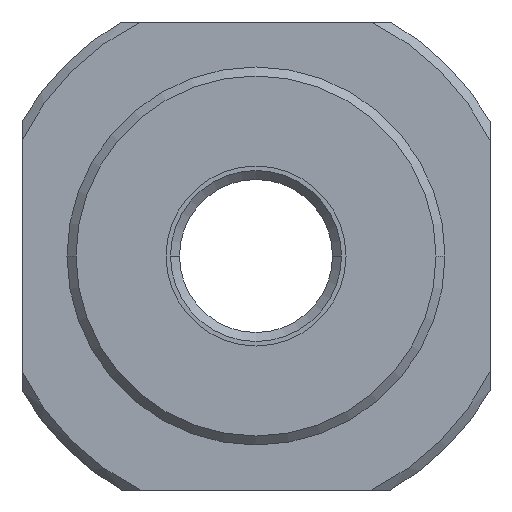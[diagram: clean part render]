
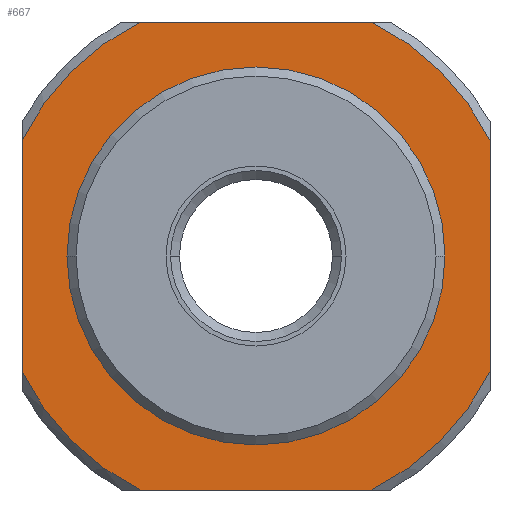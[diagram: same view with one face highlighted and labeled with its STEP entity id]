
A CAD part, front view. The second image highlights one B-rep face of the part: STEP entity #667.
In plain terms, the highlighted planar face has unit normal (0, -1, 0).
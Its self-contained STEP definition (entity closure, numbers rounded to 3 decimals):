
#141=DIRECTION('',(1.,0.,0.));
#142=VECTOR('',#141,12.845);
#143=CARTESIAN_POINT('',(-6.423,6.,-13.));
#144=LINE('',#143,#142);
#145=CARTESIAN_POINT('',(0.,6.,0.));
#146=DIRECTION('',(0.,-1.,0.));
#147=DIRECTION('',(-0.897,0.,-0.443));
#148=AXIS2_PLACEMENT_3D('',#145,#146,#147);
#150=DIRECTION('',(0.,0.,-1.));
#151=VECTOR('',#150,12.845);
#152=CARTESIAN_POINT('',(-13.,6.,6.423));
#153=LINE('',#152,#151);
#154=CARTESIAN_POINT('',(0.,6.,0.));
#155=DIRECTION('',(0.,-1.,0.));
#156=DIRECTION('',(-0.443,0.,0.897));
#157=AXIS2_PLACEMENT_3D('',#154,#155,#156);
#159=DIRECTION('',(-1.,0.,0.));
#160=VECTOR('',#159,12.845);
#161=CARTESIAN_POINT('',(6.423,6.,13.));
#162=LINE('',#161,#160);
#163=CARTESIAN_POINT('',(0.,6.,0.));
#164=DIRECTION('',(0.,-1.,0.));
#165=DIRECTION('',(0.897,0.,0.443));
#166=AXIS2_PLACEMENT_3D('',#163,#164,#165);
#168=DIRECTION('',(0.,0.,1.));
#169=VECTOR('',#168,12.845);
#170=CARTESIAN_POINT('',(13.,6.,-6.423));
#171=LINE('',#170,#169);
#172=CARTESIAN_POINT('',(0.,6.,0.));
#173=DIRECTION('',(0.,-1.,0.));
#174=DIRECTION('',(0.443,0.,-0.897));
#175=AXIS2_PLACEMENT_3D('',#172,#173,#174);
#186=CARTESIAN_POINT('',(0.,6.,0.));
#187=DIRECTION('',(0.,1.,0.));
#188=DIRECTION('',(1.,0.,0.));
#189=AXIS2_PLACEMENT_3D('',#186,#187,#188);
#208=CARTESIAN_POINT('',(0.,6.,0.));
#209=DIRECTION('',(0.,1.,0.));
#210=DIRECTION('',(-1.,0.,0.));
#211=AXIS2_PLACEMENT_3D('',#208,#209,#210);
#391=CARTESIAN_POINT('',(10.5,6.,0.));
#392=CARTESIAN_POINT('',(-10.5,6.,0.));
#393=VERTEX_POINT('',#391);
#394=VERTEX_POINT('',#392);
#395=CARTESIAN_POINT('',(-6.423,6.,-13.));
#396=CARTESIAN_POINT('',(6.423,6.,-13.));
#397=VERTEX_POINT('',#395);
#398=VERTEX_POINT('',#396);
#411=CARTESIAN_POINT('',(13.,6.,-6.423));
#412=CARTESIAN_POINT('',(13.,6.,6.423));
#413=VERTEX_POINT('',#411);
#414=VERTEX_POINT('',#412);
#415=CARTESIAN_POINT('',(6.423,6.,13.));
#416=CARTESIAN_POINT('',(-6.423,6.,13.));
#417=VERTEX_POINT('',#415);
#418=VERTEX_POINT('',#416);
#419=CARTESIAN_POINT('',(-13.,6.,6.423));
#420=CARTESIAN_POINT('',(-13.,6.,-6.423));
#421=VERTEX_POINT('',#419);
#422=VERTEX_POINT('',#420);
#641=CARTESIAN_POINT('',(0.,6.,0.));
#642=DIRECTION('',(0.,1.,0.));
#643=DIRECTION('',(1.,0.,0.));
#644=AXIS2_PLACEMENT_3D('',#641,#642,#643);
#645=PLANE('',#644);
#646=ORIENTED_EDGE('',*,*,#606,.F.);
#647=ORIENTED_EDGE('',*,*,#636,.F.);
#649=ORIENTED_EDGE('',*,*,#648,.F.);
#651=ORIENTED_EDGE('',*,*,#650,.F.);
#653=ORIENTED_EDGE('',*,*,#652,.F.);
#655=ORIENTED_EDGE('',*,*,#654,.F.);
#657=ORIENTED_EDGE('',*,*,#656,.F.);
#658=ORIENTED_EDGE('',*,*,#617,.F.);
#659=EDGE_LOOP('',(#646,#647,#649,#651,#653,#655,#657,#658));
#660=FACE_OUTER_BOUND('',#659,.F.);
#662=ORIENTED_EDGE('',*,*,#661,.F.);
#664=ORIENTED_EDGE('',*,*,#663,.F.);
#665=EDGE_LOOP('',(#662,#664));
#666=FACE_BOUND('',#665,.F.);
#149=CIRCLE('',#148,14.5);
#158=CIRCLE('',#157,14.5);
#167=CIRCLE('',#166,14.5);
#176=CIRCLE('',#175,14.5);
#190=CIRCLE('',#189,10.5);
#212=CIRCLE('',#211,10.5);
#606=EDGE_CURVE('',#397,#398,#144,.T.);
#617=EDGE_CURVE('',#398,#413,#176,.T.);
#636=EDGE_CURVE('',#422,#397,#149,.T.);
#648=EDGE_CURVE('',#421,#422,#153,.T.);
#650=EDGE_CURVE('',#418,#421,#158,.T.);
#652=EDGE_CURVE('',#417,#418,#162,.T.);
#654=EDGE_CURVE('',#414,#417,#167,.T.);
#656=EDGE_CURVE('',#413,#414,#171,.T.);
#661=EDGE_CURVE('',#393,#394,#190,.T.);
#663=EDGE_CURVE('',#394,#393,#212,.T.);
#667=ADVANCED_FACE('',(#660,#666),#645,.F.);
